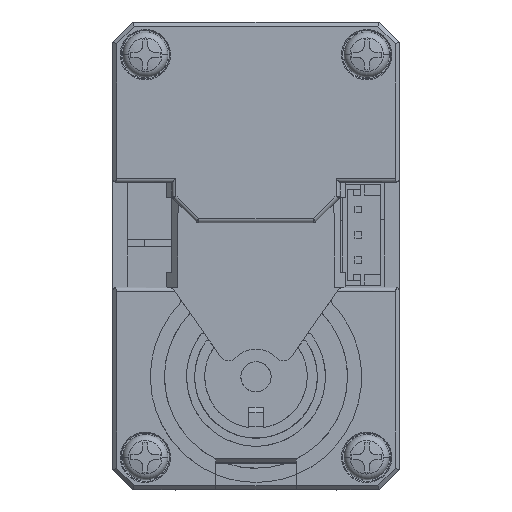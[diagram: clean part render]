
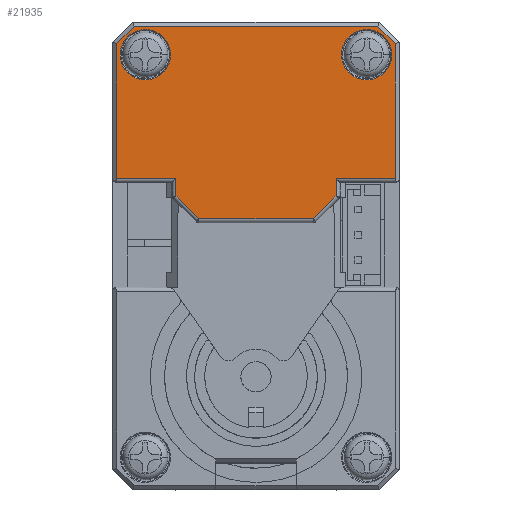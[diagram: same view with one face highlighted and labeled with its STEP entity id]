
A CAD part, front view. The second image highlights one B-rep face of the part: STEP entity #21935.
In plain terms, the highlighted planar face has unit normal (0, -1, 0).
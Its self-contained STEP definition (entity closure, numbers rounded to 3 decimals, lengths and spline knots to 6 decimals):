
#3632=ORIENTED_EDGE('',*,*,#9635,.F.);
#3633=ORIENTED_EDGE('',*,*,#9636,.F.);
#3634=ORIENTED_EDGE('',*,*,#9637,.F.);
#3635=ORIENTED_EDGE('',*,*,#9638,.F.);
#3636=ORIENTED_EDGE('',*,*,#9264,.F.);
#3637=ORIENTED_EDGE('',*,*,#9266,.F.);
#3638=ORIENTED_EDGE('',*,*,#9267,.F.);
#3639=ORIENTED_EDGE('',*,*,#9216,.F.);
#3640=ORIENTED_EDGE('',*,*,#9218,.F.);
#3641=ORIENTED_EDGE('',*,*,#9639,.F.);
#3642=ORIENTED_EDGE('',*,*,#9640,.F.);
#3643=ORIENTED_EDGE('',*,*,#9641,.F.);
#3644=ORIENTED_EDGE('',*,*,#9642,.F.);
#3645=ORIENTED_EDGE('',*,*,#9643,.F.);
#3646=ORIENTED_EDGE('',*,*,#9248,.F.);
#3647=ORIENTED_EDGE('',*,*,#9261,.F.);
#9216=EDGE_CURVE('',#12562,#12563,#15373,.T.);
#9218=EDGE_CURVE('',#12564,#12562,#15375,.F.);
#9248=EDGE_CURVE('',#12581,#12582,#15405,.F.);
#9261=EDGE_CURVE('',#12589,#12581,#15418,.T.);
#9264=EDGE_CURVE('',#12590,#12589,#15421,.T.);
#9266=EDGE_CURVE('',#12591,#12590,#15423,.T.);
#9267=EDGE_CURVE('',#12563,#12591,#15424,.T.);
#9635=EDGE_CURVE('',#12832,#12833,#15792,.T.);
#9636=EDGE_CURVE('',#12833,#12832,#15793,.T.);
#9637=EDGE_CURVE('',#12834,#12835,#15794,.T.);
#9638=EDGE_CURVE('',#12835,#12834,#15795,.T.);
#9639=EDGE_CURVE('',#12836,#12564,#15796,.F.);
#9640=EDGE_CURVE('',#12837,#12836,#15797,.T.);
#9641=EDGE_CURVE('',#12838,#12837,#15798,.F.);
#9642=EDGE_CURVE('',#12839,#12838,#15799,.T.);
#9643=EDGE_CURVE('',#12582,#12839,#15800,.F.);
#12562=VERTEX_POINT('',#33126);
#12563=VERTEX_POINT('',#33131);
#12564=VERTEX_POINT('',#33141);
#12581=VERTEX_POINT('',#33283);
#12582=VERTEX_POINT('',#33288);
#12589=VERTEX_POINT('',#33352);
#12590=VERTEX_POINT('',#33362);
#12591=VERTEX_POINT('',#33372);
#12832=VERTEX_POINT('',#35304);
#12833=VERTEX_POINT('',#35305);
#12834=VERTEX_POINT('',#35320);
#12835=VERTEX_POINT('',#35321);
#12836=VERTEX_POINT('',#35333);
#12837=VERTEX_POINT('',#35338);
#12838=VERTEX_POINT('',#35343);
#12839=VERTEX_POINT('',#35348);
#15373=B_SPLINE_CURVE_WITH_KNOTS('',3,(#33127,#33128,#33129,#33130),
 .UNSPECIFIED.,.F.,.F.,(4,4),(0.,1.),.UNSPECIFIED.);
#15375=B_SPLINE_CURVE_WITH_KNOTS('',3,(#33137,#33138,#33139,#33140),
 .UNSPECIFIED.,.F.,.F.,(4,4),(0.,1.),
 .UNSPECIFIED.);
#15405=B_SPLINE_CURVE_WITH_KNOTS('',3,(#33284,#33285,#33286,#33287),
 .UNSPECIFIED.,.F.,.F.,(4,4),(0.,1.),.UNSPECIFIED.);
#15418=B_SPLINE_CURVE_WITH_KNOTS('',3,(#33348,#33349,#33350,#33351),
 .UNSPECIFIED.,.F.,.F.,(4,4),(0.,1.),.UNSPECIFIED.);
#15421=B_SPLINE_CURVE_WITH_KNOTS('',3,(#33363,#33364,#33365,#33366),
 .UNSPECIFIED.,.F.,.F.,(4,4),(0.,1.),.UNSPECIFIED.);
#15423=B_SPLINE_CURVE_WITH_KNOTS('',3,(#33373,#33374,#33375,#33376),
 .UNSPECIFIED.,.F.,.F.,(4,4),(0.,1.),.UNSPECIFIED.);
#15424=B_SPLINE_CURVE_WITH_KNOTS('',3,(#33378,#33379,#33380,#33381),
 .UNSPECIFIED.,.F.,.F.,(4,4),(0.,1.),.UNSPECIFIED.);
#15792=B_SPLINE_CURVE_WITH_KNOTS('',3,(#35297,#35298,#35299,#35300,#35301,
#35302,#35303),.UNSPECIFIED.,.F.,.F.,(4,1,1,1,4),(0.,0.25,0.5,0.75,1.),
 .UNSPECIFIED.);
#15793=B_SPLINE_CURVE_WITH_KNOTS('',3,(#35306,#35307,#35308,#35309,#35310,
#35311,#35312),.UNSPECIFIED.,.F.,.F.,(4,1,1,1,4),(0.,0.25,0.5,0.75,1.),
 .UNSPECIFIED.);
#15794=B_SPLINE_CURVE_WITH_KNOTS('',3,(#35313,#35314,#35315,#35316,#35317,
#35318,#35319),.UNSPECIFIED.,.F.,.F.,(4,1,1,1,4),(0.,0.25,0.5,0.75,1.),
 .UNSPECIFIED.);
#15795=B_SPLINE_CURVE_WITH_KNOTS('',3,(#35322,#35323,#35324,#35325,#35326,
#35327,#35328),.UNSPECIFIED.,.F.,.F.,(4,1,1,1,4),(0.,0.25,0.5,0.75,1.),
 .UNSPECIFIED.);
#15796=B_SPLINE_CURVE_WITH_KNOTS('',3,(#35329,#35330,#35331,#35332),
 .UNSPECIFIED.,.F.,.F.,(4,4),(0.,1.),.UNSPECIFIED.);
#15797=B_SPLINE_CURVE_WITH_KNOTS('',3,(#35334,#35335,#35336,#35337),
 .UNSPECIFIED.,.F.,.F.,(4,4),(0.,1.),.UNSPECIFIED.);
#15798=B_SPLINE_CURVE_WITH_KNOTS('',3,(#35339,#35340,#35341,#35342),
 .UNSPECIFIED.,.F.,.F.,(4,4),(0.,1.),.UNSPECIFIED.);
#15799=B_SPLINE_CURVE_WITH_KNOTS('',3,(#35344,#35345,#35346,#35347),
 .UNSPECIFIED.,.F.,.F.,(4,4),(0.,1.),.UNSPECIFIED.);
#15800=B_SPLINE_CURVE_WITH_KNOTS('',3,(#35349,#35350,#35351,#35352),
 .UNSPECIFIED.,.F.,.F.,(4,4),(0.,1.),.UNSPECIFIED.);
#18408=EDGE_LOOP('',(#3632,#3633));
#18409=EDGE_LOOP('',(#3634,#3635));
#18410=EDGE_LOOP('',(#3636,#3637,#3638,#3639,#3640,#3641,#3642,#3643,#3644,
#3645,#3646,#3647));
#19835=FACE_BOUND('',#18408,.T.);
#19836=FACE_BOUND('',#18409,.T.);
#19837=FACE_BOUND('',#18410,.T.);
#21043=PLANE('',#23266);
#21935=ADVANCED_FACE('',(#19835,#19836,#19837),#21043,.F.);
#23266=AXIS2_PLACEMENT_3D('',#35296,#25091,#25092);
#25091=DIRECTION('',(0.,1.,0.));
#25092=DIRECTION('',(1.,0.,0.));
#33126=CARTESIAN_POINT('',(-0.01385,-0.017,0.0197));
#33127=CARTESIAN_POINT('',(-0.01385,-0.017,0.0197));
#33128=CARTESIAN_POINT('',(-0.01385,-0.017,0.024161));
#33129=CARTESIAN_POINT('',(-0.01385,-0.017,0.028623));
#33130=CARTESIAN_POINT('',(-0.01385,-0.017,0.033084));
#33131=CARTESIAN_POINT('',(-0.01385,-0.017,0.033084));
#33137=CARTESIAN_POINT('',(-0.01385,-0.017,0.0197));
#33138=CARTESIAN_POINT('',(-0.011883,-0.017,0.0197));
#33139=CARTESIAN_POINT('',(-0.009917,-0.017,0.0197));
#33140=CARTESIAN_POINT('',(-0.00795,-0.017,0.0197));
#33141=CARTESIAN_POINT('',(-0.00795,-0.017,0.0197));
#33283=CARTESIAN_POINT('',(0.01385,-0.017,0.0197));
#33284=CARTESIAN_POINT('',(0.00795,-0.017,0.0197));
#33285=CARTESIAN_POINT('',(0.009917,-0.017,0.0197));
#33286=CARTESIAN_POINT('',(0.011883,-0.017,0.0197));
#33287=CARTESIAN_POINT('',(0.01385,-0.017,0.0197));
#33288=CARTESIAN_POINT('',(0.00795,-0.017,0.0197));
#33348=CARTESIAN_POINT('',(0.01385,-0.017,0.033084));
#33349=CARTESIAN_POINT('',(0.01385,-0.017,0.028623));
#33350=CARTESIAN_POINT('',(0.01385,-0.017,0.024161));
#33351=CARTESIAN_POINT('',(0.01385,-0.017,0.0197));
#33352=CARTESIAN_POINT('',(0.01385,-0.017,0.033084));
#33362=CARTESIAN_POINT('',(0.012084,-0.017,0.03485));
#33363=CARTESIAN_POINT('',(0.012084,-0.017,0.03485));
#33364=CARTESIAN_POINT('',(0.012673,-0.017,0.034261));
#33365=CARTESIAN_POINT('',(0.013261,-0.017,0.033673));
#33366=CARTESIAN_POINT('',(0.01385,-0.017,0.033084));
#33372=CARTESIAN_POINT('',(-0.012084,-0.017,0.03485));
#33373=CARTESIAN_POINT('',(-0.012084,-0.017,0.03485));
#33374=CARTESIAN_POINT('',(-0.004028,-0.017,0.03485));
#33375=CARTESIAN_POINT('',(0.004028,-0.017,0.03485));
#33376=CARTESIAN_POINT('',(0.012084,-0.017,0.03485));
#33378=CARTESIAN_POINT('',(-0.01385,-0.017,0.033084));
#33379=CARTESIAN_POINT('',(-0.013261,-0.017,0.033673));
#33380=CARTESIAN_POINT('',(-0.012673,-0.017,0.034261));
#33381=CARTESIAN_POINT('',(-0.012084,-0.017,0.03485));
#35296=CARTESIAN_POINT('',(0.,-0.017,0.));
#35297=CARTESIAN_POINT('',(-0.0085,-0.017,0.032));
#35298=CARTESIAN_POINT('',(-0.008499,-0.017,0.032655));
#35299=CARTESIAN_POINT('',(-0.009042,-0.017,0.033958));
#35300=CARTESIAN_POINT('',(-0.011,-0.017,0.034771));
#35301=CARTESIAN_POINT('',(-0.012958,-0.017,0.033958));
#35302=CARTESIAN_POINT('',(-0.013501,-0.017,0.032655));
#35303=CARTESIAN_POINT('',(-0.0135,-0.017,0.032));
#35304=CARTESIAN_POINT('',(-0.0085,-0.017,0.032));
#35305=CARTESIAN_POINT('',(-0.0135,-0.017,0.032));
#35306=CARTESIAN_POINT('',(-0.0135,-0.017,0.032));
#35307=CARTESIAN_POINT('',(-0.013501,-0.017,0.031345));
#35308=CARTESIAN_POINT('',(-0.012958,-0.017,0.030042));
#35309=CARTESIAN_POINT('',(-0.011,-0.017,0.029229));
#35310=CARTESIAN_POINT('',(-0.009042,-0.017,0.030042));
#35311=CARTESIAN_POINT('',(-0.008499,-0.017,0.031345));
#35312=CARTESIAN_POINT('',(-0.0085,-0.017,0.032));
#35313=CARTESIAN_POINT('',(0.0135,-0.017,0.032));
#35314=CARTESIAN_POINT('',(0.013501,-0.017,0.032655));
#35315=CARTESIAN_POINT('',(0.012958,-0.017,0.033958));
#35316=CARTESIAN_POINT('',(0.011,-0.017,0.034771));
#35317=CARTESIAN_POINT('',(0.009042,-0.017,0.033958));
#35318=CARTESIAN_POINT('',(0.008499,-0.017,0.032655));
#35319=CARTESIAN_POINT('',(0.0085,-0.017,0.032));
#35320=CARTESIAN_POINT('',(0.0135,-0.017,0.032));
#35321=CARTESIAN_POINT('',(0.0085,-0.017,0.032));
#35322=CARTESIAN_POINT('',(0.0085,-0.017,0.032));
#35323=CARTESIAN_POINT('',(0.008499,-0.017,0.031345));
#35324=CARTESIAN_POINT('',(0.009042,-0.017,0.030042));
#35325=CARTESIAN_POINT('',(0.011,-0.017,0.029229));
#35326=CARTESIAN_POINT('',(0.012958,-0.017,0.030042));
#35327=CARTESIAN_POINT('',(0.013501,-0.017,0.031345));
#35328=CARTESIAN_POINT('',(0.0135,-0.017,0.032));
#35329=CARTESIAN_POINT('',(-0.00795,-0.017,0.0197));
#35330=CARTESIAN_POINT('',(-0.00795,-0.017,0.019122));
#35331=CARTESIAN_POINT('',(-0.00795,-0.017,0.018544));
#35332=CARTESIAN_POINT('',(-0.00795,-0.017,0.017966));
#35333=CARTESIAN_POINT('',(-0.00795,-0.017,0.017966));
#35334=CARTESIAN_POINT('',(-0.005684,-0.017,0.0157));
#35335=CARTESIAN_POINT('',(-0.00644,-0.017,0.016455));
#35336=CARTESIAN_POINT('',(-0.007195,-0.017,0.01721));
#35337=CARTESIAN_POINT('',(-0.00795,-0.017,0.017966));
#35338=CARTESIAN_POINT('',(-0.005684,-0.017,0.0157));
#35339=CARTESIAN_POINT('',(-0.005684,-0.017,0.0157));
#35340=CARTESIAN_POINT('',(-0.001895,-0.017,0.0157));
#35341=CARTESIAN_POINT('',(0.001895,-0.017,0.0157));
#35342=CARTESIAN_POINT('',(0.005684,-0.017,0.0157));
#35343=CARTESIAN_POINT('',(0.005684,-0.017,0.0157));
#35344=CARTESIAN_POINT('',(0.00795,-0.017,0.017966));
#35345=CARTESIAN_POINT('',(0.007195,-0.017,0.01721));
#35346=CARTESIAN_POINT('',(0.00644,-0.017,0.016455));
#35347=CARTESIAN_POINT('',(0.005684,-0.017,0.0157));
#35348=CARTESIAN_POINT('',(0.00795,-0.017,0.017966));
#35349=CARTESIAN_POINT('',(0.00795,-0.017,0.017966));
#35350=CARTESIAN_POINT('',(0.00795,-0.017,0.018544));
#35351=CARTESIAN_POINT('',(0.00795,-0.017,0.019122));
#35352=CARTESIAN_POINT('',(0.00795,-0.017,0.0197));
